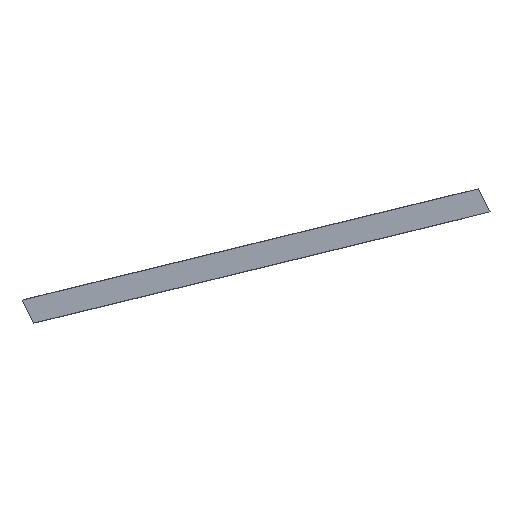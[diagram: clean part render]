
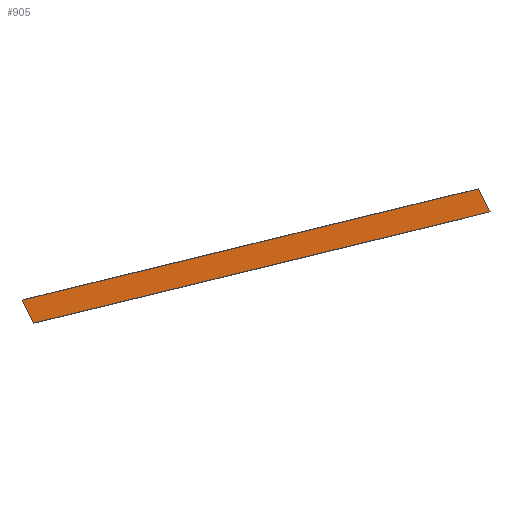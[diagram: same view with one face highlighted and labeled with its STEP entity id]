
A CAD part, left-side view. The second image highlights one B-rep face of the part: STEP entity #905.
In plain terms, the highlighted planar face has unit normal (-1, 0, 0).
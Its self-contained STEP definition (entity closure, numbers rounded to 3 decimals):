
#3 = LINE ( 'NONE', #1090, #228 ) ;
#43 = EDGE_CURVE ( 'NONE', #1245, #264, #349, .T. ) ;
#73 = VECTOR ( 'NONE', #534, 1000. ) ;
#105 = DIRECTION ( 'NONE',  ( -1., 0., 0. ) ) ;
#193 = CARTESIAN_POINT ( 'NONE',  ( -119., 0., 0. ) ) ;
#225 = EDGE_CURVE ( 'NONE', #509, #1540, #661, .T. ) ;
#228 = VECTOR ( 'NONE', #1352, 1000. ) ;
#246 = CARTESIAN_POINT ( 'NONE',  ( -119., 0., 0. ) ) ;
#264 = VERTEX_POINT ( 'NONE', #193 ) ;
#335 = EDGE_CURVE ( 'NONE', #1540, #264, #3, .T. ) ;
#348 = VECTOR ( 'NONE', #407, 1000. ) ;
#349 = LINE ( 'NONE', #246, #1404 ) ;
#407 = DIRECTION ( 'NONE',  ( 0., -1., 0. ) ) ;
#413 = ORIENTED_EDGE ( 'NONE', *, *, #43, .T. ) ;
#509 = VERTEX_POINT ( 'NONE', #639 ) ;
#534 = DIRECTION ( 'NONE',  ( 0., -0.237, -0.972 ) ) ;
#639 = CARTESIAN_POINT ( 'NONE',  ( -119., 94.112, 5. ) ) ;
#657 = EDGE_CURVE ( 'NONE', #509, #1245, #1442, .T. ) ;
#661 = LINE ( 'NONE', #1418, #348 ) ;
#720 = PLANE ( 'NONE',  #1576 ) ;
#798 = CARTESIAN_POINT ( 'NONE',  ( -119., 92.893, 0. ) ) ;
#812 = ORIENTED_EDGE ( 'NONE', *, *, #335, .F. ) ;
#905 = ADVANCED_FACE ( 'NONE', ( #1175 ), #720, .T. ) ;
#948 = CARTESIAN_POINT ( 'NONE',  ( -119., -31.404, 61.178 ) ) ;
#1033 = CARTESIAN_POINT ( 'NONE',  ( -119., 92.893, 0. ) ) ;
#1090 = CARTESIAN_POINT ( 'NONE',  ( -119., 12.315, 50.521 ) ) ;
#1122 = EDGE_LOOP ( 'NONE', ( #812, #1610, #1392, #413 ) ) ;
#1175 = FACE_OUTER_BOUND ( 'NONE', #1122, .T. ) ;
#1217 = DIRECTION ( 'NONE',  ( 0., -1., 0. ) ) ;
#1245 = VERTEX_POINT ( 'NONE', #1033 ) ;
#1352 = DIRECTION ( 'NONE',  ( 0., -0.237, -0.972 ) ) ;
#1392 = ORIENTED_EDGE ( 'NONE', *, *, #657, .T. ) ;
#1404 = VECTOR ( 'NONE', #1217, 1000. ) ;
#1418 = CARTESIAN_POINT ( 'NONE',  ( -119., -31.404, 5. ) ) ;
#1442 = LINE ( 'NONE', #798, #73 ) ;
#1540 = VERTEX_POINT ( 'NONE', #1625 ) ;
#1576 = AXIS2_PLACEMENT_3D ( 'NONE', #948, #105, #1604 ) ;
#1604 = DIRECTION ( 'NONE',  ( 0., -0.237, -0.972 ) ) ;
#1610 = ORIENTED_EDGE ( 'NONE', *, *, #225, .F. ) ;
#1625 = CARTESIAN_POINT ( 'NONE',  ( -119., 1.219, 5. ) ) ;
